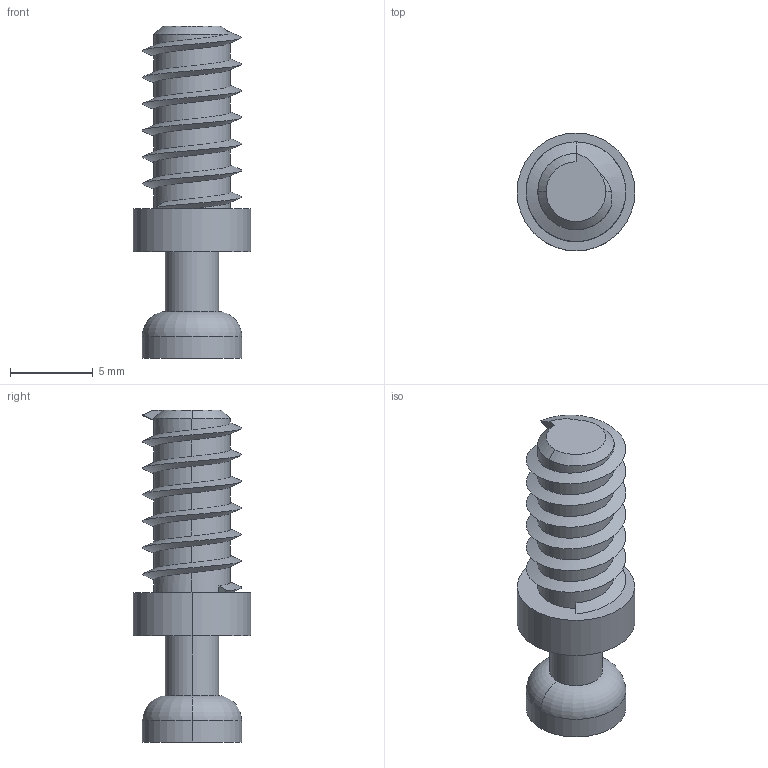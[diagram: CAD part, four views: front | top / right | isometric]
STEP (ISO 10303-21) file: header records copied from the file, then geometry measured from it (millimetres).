
FILE_DESCRIPTION (( 'STEP AP214' ), '1' );
FILE_NAME ('F003082_3D.step', '2022-11-21T18:16:33', ( '' ), ( '' ), 'SwSTEP 2.0', 'SolidWorks 2020', '' );
FILE_SCHEMA (( 'AUTOMOTIVE_DESIGN' ));
Length unit declared in the file: millimetre
Products named in the file (1): F003082_3D
Bounding box: 7.1 x 7.1 x 20 mm (x, y, z)
Volume: 401.2 mm3; surface area: 535 mm2
Topology: 1 solids, 1 shells, 47 faces, 122 edges, 81 vertices
Faces by surface type: cylinder 21, plane 19, cone 3, torus 2, bspline 2
Entity records: 2342 total; most frequent: CARTESIAN_POINT 1243, ORIENTED_EDGE 242, DIRECTION 200, EDGE_CURVE 121, VERTEX_POINT 79, AXIS2_PLACEMENT_3D 68, LINE 64, VECTOR 64
